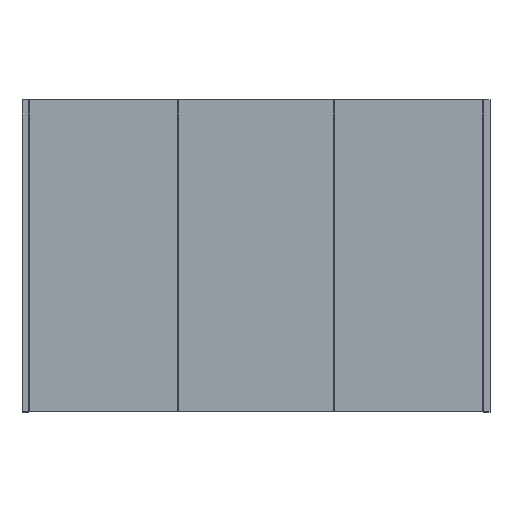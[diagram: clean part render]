
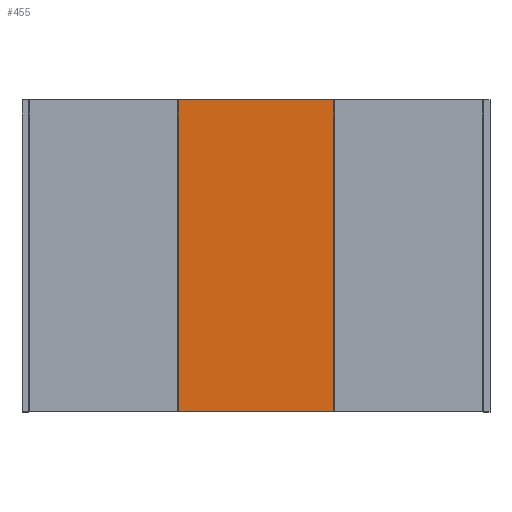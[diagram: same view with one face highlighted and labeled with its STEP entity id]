
A CAD part, top view. The second image highlights one B-rep face of the part: STEP entity #455.
In plain terms, the highlighted planar face has unit normal (0, 0, 1).
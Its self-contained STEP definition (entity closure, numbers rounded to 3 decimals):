
#68 = CARTESIAN_POINT ( 'NONE',  ( 199.5, 400., 130. ) ) ;
#104 = VERTEX_POINT ( 'NONE', #481 ) ;
#163 = VECTOR ( 'NONE', #419, 1000. ) ;
#168 = CARTESIAN_POINT ( 'NONE',  ( -199.5, -400., 130. ) ) ;
#243 = CARTESIAN_POINT ( 'NONE',  ( -582., -400., 130. ) ) ;
#341 = VECTOR ( 'NONE', #660, 1000. ) ;
#370 = EDGE_CURVE ( 'NONE', #970, #547, #1132, .T. ) ;
#373 = EDGE_CURVE ( 'NONE', #970, #104, #683, .T. ) ;
#401 = DIRECTION ( 'NONE',  ( 0., 1., 0. ) ) ;
#406 = EDGE_LOOP ( 'NONE', ( #967, #1137, #1041, #1206 ) ) ;
#419 = DIRECTION ( 'NONE',  ( 1., 0., 0. ) ) ;
#455 = ADVANCED_FACE ( 'NONE', ( #936 ), #1026, .T. ) ;
#457 = DIRECTION ( 'NONE',  ( 0., 0., 1. ) ) ;
#468 = VERTEX_POINT ( 'NONE', #68 ) ;
#481 = CARTESIAN_POINT ( 'NONE',  ( 199.5, -400., 130. ) ) ;
#490 = CARTESIAN_POINT ( 'NONE',  ( -199.5, -400., 130. ) ) ;
#547 = VERTEX_POINT ( 'NONE', #1060 ) ;
#591 = CARTESIAN_POINT ( 'NONE',  ( 199.5, -400., 130. ) ) ;
#660 = DIRECTION ( 'NONE',  ( 0., 1., 0. ) ) ;
#663 = DIRECTION ( 'NONE',  ( 1., 0., 0. ) ) ;
#683 = LINE ( 'NONE', #243, #1013 ) ;
#693 = EDGE_CURVE ( 'NONE', #547, #468, #724, .T. ) ;
#724 = LINE ( 'NONE', #1086, #163 ) ;
#936 = FACE_OUTER_BOUND ( 'NONE', #406, .T. ) ;
#967 = ORIENTED_EDGE ( 'NONE', *, *, #972, .T. ) ;
#970 = VERTEX_POINT ( 'NONE', #490 ) ;
#972 = EDGE_CURVE ( 'NONE', #104, #468, #1158, .T. ) ;
#1013 = VECTOR ( 'NONE', #1028, 1000. ) ;
#1026 = PLANE ( 'NONE',  #1054 ) ;
#1028 = DIRECTION ( 'NONE',  ( 1., 0., 0. ) ) ;
#1035 = CARTESIAN_POINT ( 'NONE',  ( -582., -400., 130. ) ) ;
#1041 = ORIENTED_EDGE ( 'NONE', *, *, #370, .F. ) ;
#1047 = VECTOR ( 'NONE', #401, 1000. ) ;
#1054 = AXIS2_PLACEMENT_3D ( 'NONE', #1035, #457, #663 ) ;
#1060 = CARTESIAN_POINT ( 'NONE',  ( -199.5, 400., 130. ) ) ;
#1086 = CARTESIAN_POINT ( 'NONE',  ( -582., 400., 130. ) ) ;
#1132 = LINE ( 'NONE', #168, #341 ) ;
#1137 = ORIENTED_EDGE ( 'NONE', *, *, #693, .F. ) ;
#1158 = LINE ( 'NONE', #591, #1047 ) ;
#1206 = ORIENTED_EDGE ( 'NONE', *, *, #373, .T. ) ;
